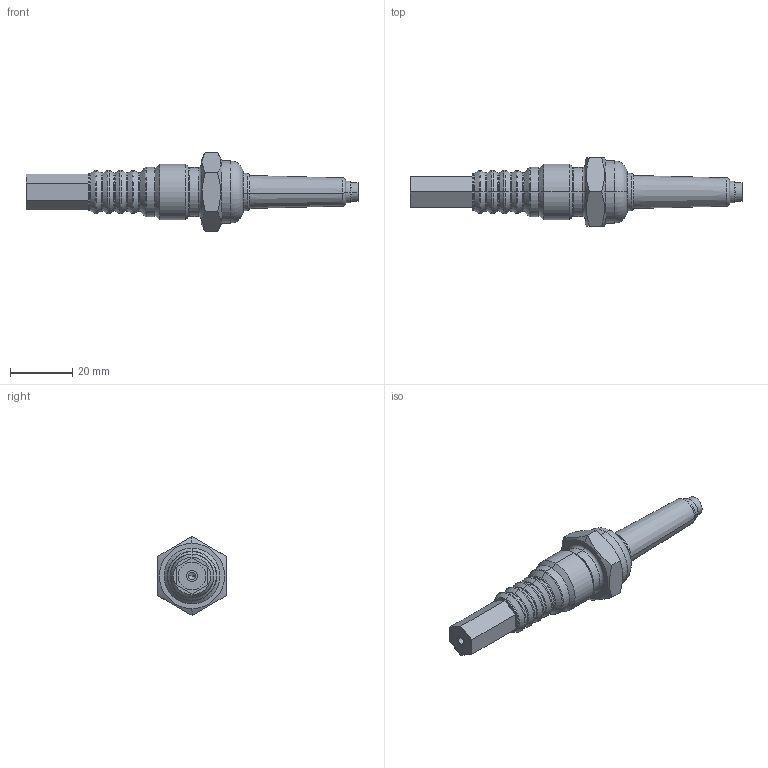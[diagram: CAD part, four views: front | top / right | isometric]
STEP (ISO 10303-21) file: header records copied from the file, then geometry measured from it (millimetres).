
FILE_DESCRIPTION (( 'STEP AP203' ), '1' );
FILE_NAME ('ÄÑ-ÏÂÒ-Ì18õ1,5 ONI.STEP', '2023-10-26T07:32:57', ( '' ), ( '' ), 'SwSTEP 2.0', 'SolidWorks 2022', '' );
FILE_SCHEMA (( 'CONFIG_CONTROL_DESIGN' ));
Length unit declared in the file: millimetre
Products named in the file (1): ДС-ПВТ-М18х1,5 ONI
Bounding box: 107.03 x 22 x 25.4 mm (x, y, z)
Volume: 14581.1 mm3; surface area: 6934.4 mm2
Topology: 1 solids, 1 shells, 145 faces, 308 edges, 177 vertices
Faces by surface type: cone 46, torus 40, plane 31, cylinder 28
Entity records: 4501 total; most frequent: CARTESIAN_POINT 1209, DIRECTION 768, ORIENTED_EDGE 612, AXIS2_PLACEMENT_3D 332, EDGE_CURVE 306, CIRCLE 186, VERTEX_POINT 177, EDGE_LOOP 159
